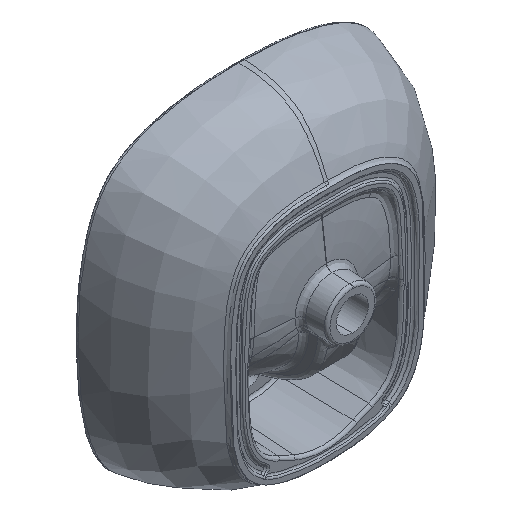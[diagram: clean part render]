
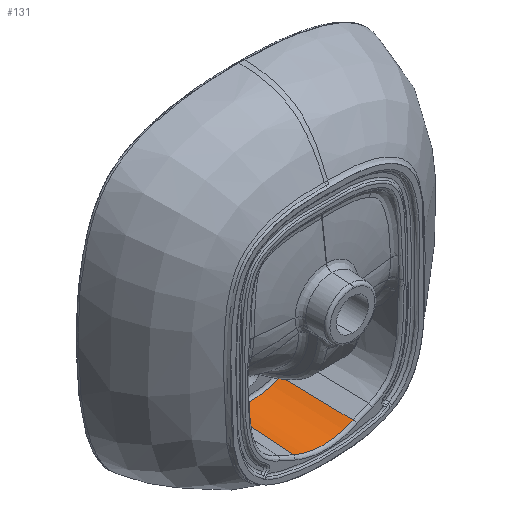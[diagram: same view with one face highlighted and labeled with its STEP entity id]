
A CAD part, isometric view. The second image highlights one B-rep face of the part: STEP entity #131.
In plain terms, the highlighted free-form (B-spline) face has degree [1, 2] with [2, 9] control points.
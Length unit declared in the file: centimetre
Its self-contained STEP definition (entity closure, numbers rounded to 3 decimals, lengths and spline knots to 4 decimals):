
#131=ADVANCED_FACE('',(#323),#2812,.T.);
#323=FACE_OUTER_BOUND('',#519,.T.);
#519=EDGE_LOOP('',(#1128,#1129,#1130,#1131));
#1128=ORIENTED_EDGE('',*,*,#1779,.F.);
#1129=ORIENTED_EDGE('',*,*,#1780,.F.);
#1130=ORIENTED_EDGE('',*,*,#1781,.F.);
#1131=ORIENTED_EDGE('',*,*,#1778,.F.);
#1778=EDGE_CURVE('',#2633,#2614,#2324,.T.);
#1779=EDGE_CURVE('',#2616,#2633,#2029,.T.);
#1780=EDGE_CURVE('',#2615,#2616,#2325,.T.);
#1781=EDGE_CURVE('',#2614,#2615,#2030,.T.);
#2029=(
BOUNDED_CURVE()
B_SPLINE_CURVE(2,(#26486,#26487,#26488),.UNSPECIFIED.,.F.,.F.)
B_SPLINE_CURVE_WITH_KNOTS((3,3),(-81.6761,0.),.UNSPECIFIED.)
CURVE()
GEOMETRIC_REPRESENTATION_ITEM()
RATIONAL_B_SPLINE_CURVE((1.,0.908,1.))
REPRESENTATION_ITEM('')
);
#2030=(
BOUNDED_CURVE()
B_SPLINE_CURVE(2,(#26491,#26492,#26493),.UNSPECIFIED.,.F.,.F.)
B_SPLINE_CURVE_WITH_KNOTS((3,3),(-86.1273,0.),.UNSPECIFIED.)
CURVE()
GEOMETRIC_REPRESENTATION_ITEM()
RATIONAL_B_SPLINE_CURVE((1.,0.908,1.))
REPRESENTATION_ITEM('')
);
#2324=B_SPLINE_CURVE_WITH_KNOTS('',1,(#26484,#26485),.UNSPECIFIED.,.F.,
 .F.,(2,2),(-1.,0.),.UNSPECIFIED.);
#2325=B_SPLINE_CURVE_WITH_KNOTS('',1,(#26489,#26490),.UNSPECIFIED.,.F.,
 .F.,(2,2),(-1.,0.),.UNSPECIFIED.);
#2614=VERTEX_POINT('',#20909);
#2615=VERTEX_POINT('',#20910);
#2616=VERTEX_POINT('',#20911);
#2633=VERTEX_POINT('',#20928);
#2812=(
BOUNDED_SURFACE()
B_SPLINE_SURFACE(1,2,((#14947,#14948,#14949,#14950,#14951,#14952,#14953,
#14954,#14955),(#14956,#14957,#14958,#14959,#14960,#14961,#14962,#14963,
#14964)),.UNSPECIFIED.,.F.,.F.,.F.)
B_SPLINE_SURFACE_WITH_KNOTS((2,2),(3,2,2,2,3),(0.,98.5538),
(0.,156.7676,313.5352,470.3027,627.0703),
 .UNSPECIFIED.)
GEOMETRIC_REPRESENTATION_ITEM()
RATIONAL_B_SPLINE_SURFACE(((1.,0.707,1.,0.707,1.,
0.707,1.,0.707,1.),(1.,0.707,1.,0.707,
1.,0.707,1.,0.707,1.)))
REPRESENTATION_ITEM('')
SURFACE()
);
#14947=CARTESIAN_POINT('',(-94.6434,-22.7907,-78.));
#14948=CARTESIAN_POINT('',(-94.6434,-22.7907,-172.6434));
#14949=CARTESIAN_POINT('',(0.,-22.7907,-172.6434));
#14950=CARTESIAN_POINT('',(94.6434,-22.7907,-172.6434));
#14951=CARTESIAN_POINT('',(94.6434,-22.7907,-78.));
#14952=CARTESIAN_POINT('',(94.6434,-22.7907,16.6434));
#14953=CARTESIAN_POINT('',(0.,-22.7907,16.6434));
#14954=CARTESIAN_POINT('',(-94.6434,-22.7907,16.6434));
#14955=CARTESIAN_POINT('',(-94.6434,-22.7907,-78.));
#14956=CARTESIAN_POINT('',(-99.8013,-121.2093,-78.));
#14957=CARTESIAN_POINT('',(-99.8013,-121.2093,-177.8013));
#14958=CARTESIAN_POINT('',(0.,-121.2093,-177.8013));
#14959=CARTESIAN_POINT('',(99.8013,-121.2093,-177.8013));
#14960=CARTESIAN_POINT('',(99.8013,-121.2093,-78.));
#14961=CARTESIAN_POINT('',(99.8013,-121.2093,21.8013));
#14962=CARTESIAN_POINT('',(0.,-121.2093,21.8013));
#14963=CARTESIAN_POINT('',(-99.8013,-121.2093,21.8013));
#14964=CARTESIAN_POINT('',(-99.8013,-121.2093,-78.));
#20909=CARTESIAN_POINT('',(41.7397,-121.2093,-168.6538));
#20910=CARTESIAN_POINT('',(-41.7397,-121.2093,-168.6538));
#20911=CARTESIAN_POINT('',(-39.5825,-22.7907,-163.9686));
#20928=CARTESIAN_POINT('',(39.5825,-22.7907,-163.9686));
#26484=CARTESIAN_POINT('',(39.5825,-22.7907,-163.9686));
#26485=CARTESIAN_POINT('',(41.7397,-121.2093,-168.6538));
#26486=CARTESIAN_POINT('',(-39.5825,-22.7907,-163.9686));
#26487=CARTESIAN_POINT('',(0.,-22.7907,-182.1936));
#26488=CARTESIAN_POINT('',(39.5825,-22.7907,-163.9686));
#26489=CARTESIAN_POINT('',(-41.7397,-121.2093,-168.6538));
#26490=CARTESIAN_POINT('',(-39.5825,-22.7907,-163.9686));
#26491=CARTESIAN_POINT('',(41.7397,-121.2093,-168.6538));
#26492=CARTESIAN_POINT('',(0.,-121.2093,-187.872));
#26493=CARTESIAN_POINT('',(-41.7397,-121.2093,-168.6538));
